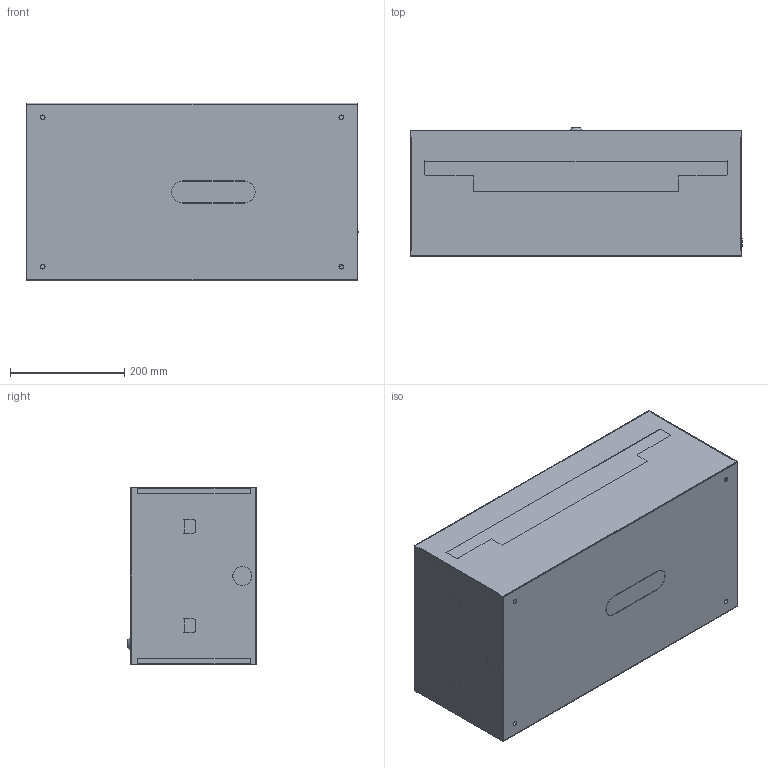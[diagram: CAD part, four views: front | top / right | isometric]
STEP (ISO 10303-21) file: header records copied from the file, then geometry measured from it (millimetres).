
FILE_DESCRIPTION (( 'STEP AP203' ), '1' );
FILE_NAME ('NRP 36BIS Z.STEP', '2022-02-03T12:20:30', ( '' ), ( '' ), 'SwSTEP 2.0', 'SolidWorks 2012', '' );
FILE_SCHEMA (( 'CONFIG_CONTROL_DESIGN' ));
Length unit declared in the file: millimetre
Products named in the file (18): NN.D18; NRP 36BIS Z; NN.D00.12; ZAM.KRZ.M210022; Eurolocks -jezyk prosty; 2400; Zamek M16_13; ISO 7049-4.8-9.5-OC; 2500; ISO 7089-6-OC; TH L-260; NN.O.08; NRP 36BIS - korpus_NRP 36BIS - korpus; NN001; NN002; NN003; K310-580-220; NN.S.10
Assembly tree (42 placements, depth 3):
  NRP 36BIS Z
    NRP 36BIS - korpus_NRP 36BIS - korpus
      NN.S.10  x2
      NN003  x4
      NN001  x2
      NN002  x2
      K310-580-220
    NN.O.08
    TH L-260  x3
    ISO 7089-6-OC  x6
    ISO 7049-4.8-9.5-OC  x8
    2400  x2
    2500  x2
    ZAM.KRZ.M210022
      Zamek M16_13
      Eurolocks -jezyk prosty
    NN.D18
      NN.D00.12
      NN001
      NN003  x2
Bounding box: 580 x 224.5 x 310 mm (x, y, z)
Volume: 868234.3 mm3; surface area: 2152767.2 mm2
Topology: 39 solids, 39 shells, 1262 faces, 3147 edges, 1966 vertices
Faces by surface type: plane 707, cylinder 346, cone 113, bspline 80, torus 14, sphere 2
Full cylindrical faces by diameter (mm): 3.2 x4, 3.5 x6, 4 x39, 4.2 x8, 5 x1, 6.2 x2, 6.8 x2, 7 x12, 7.2 x4, 8 x4, 9 x2, 9.6 x2, 11.6 x1, 12.286 x1, 14 x6
Entity records: 25330 total; most frequent: CARTESIAN_POINT 5760, ORIENTED_EDGE 3454, DIRECTION 3421, EDGE_CURVE 1727, AXIS2_PLACEMENT_3D 1151, VECTOR 1119, LINE 1119, VERTEX_POINT 1100
